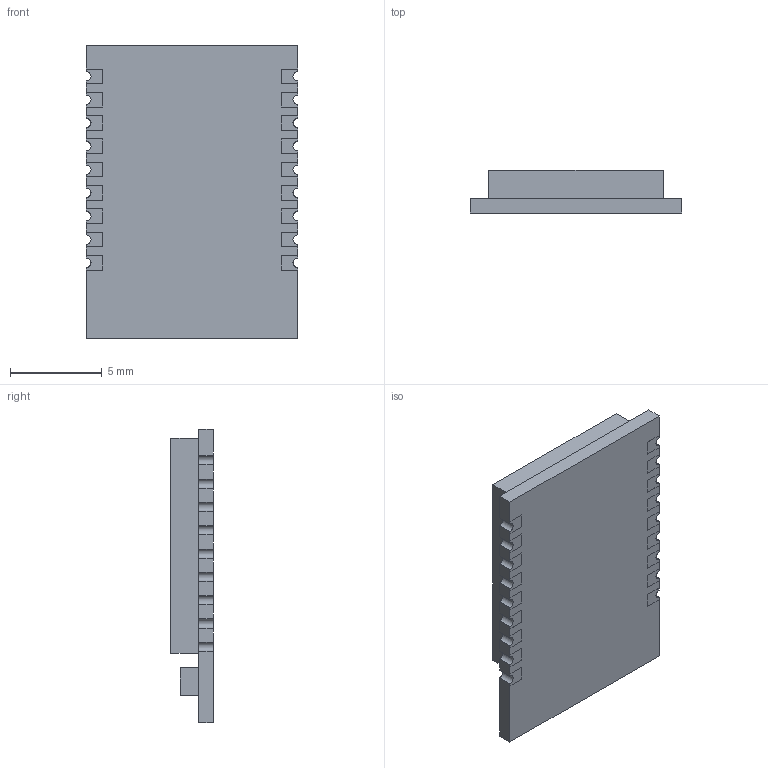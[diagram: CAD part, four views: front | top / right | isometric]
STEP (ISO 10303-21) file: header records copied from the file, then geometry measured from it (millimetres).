
FILE_DESCRIPTION (( 'STEP AP214' ), '1' );
FILE_NAME ('E104-BT5010A.STEP', '2021-12-26T11:44:59', ( '' ), ( '' ), 'SwSTEP 2.0', 'SolidWorks 2020', '' );
FILE_SCHEMA (( 'AUTOMOTIVE_DESIGN' ));
Length unit declared in the file: millimetre
Products named in the file (1): E104-BT5010A
Bounding box: 11.5 x 2.32 x 16 mm (x, y, z)
Volume: 328.3 mm3; surface area: 498.2 mm2
Topology: 1 solids, 1 shells, 406 faces, 1128 edges, 752 vertices
Faces by surface type: plane 330, bspline 58, cylinder 18
Entity records: 19114 total; most frequent: CARTESIAN_POINT 6033, ORIENTED_EDGE 2256, DIRECTION 1746, EDGE_CURVE 1128, VECTOR 976, LINE 976, VERTEX_POINT 752, EDGE_LOOP 434
